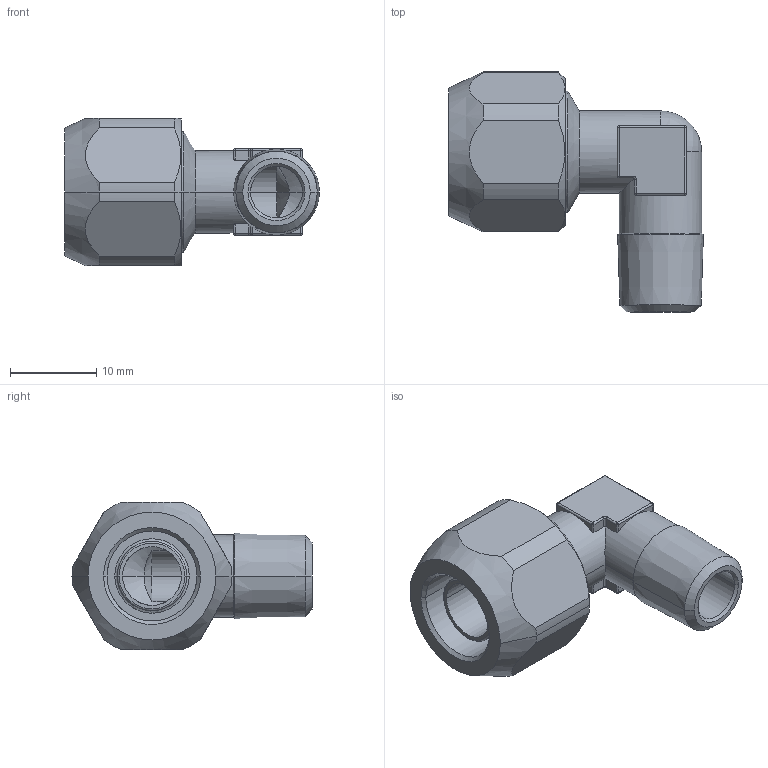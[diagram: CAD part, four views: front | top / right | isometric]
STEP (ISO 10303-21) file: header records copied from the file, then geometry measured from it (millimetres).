
FILE_DESCRIPTION(( 'CX.15.10.38.stp' ), '1');
FILE_NAME( 'CX.15.10.38.stp', '2021-03-02T15:05:43',( 'Sopra'),('sopra-pneumatic.com'), 'SwSTEP 2.0','SolidWorks 2009','' );
FILE_SCHEMA(('CONFIG_CONTROL_DESIGN'));
Length unit declared in the file: millimetre
Products named in the file (1): BS500-10R18
Bounding box: 29.45 x 27.75 x 17 mm (x, y, z)
Volume: 3702.7 mm3; surface area: 3230 mm2
Topology: 1 solids, 1 shells, 109 faces, 251 edges, 145 vertices
Faces by surface type: cylinder 46, plane 25, cone 20, sphere 12, torus 6
Entity records: 3493 total; most frequent: CARTESIAN_POINT 1150, ORIENTED_EDGE 498, DIRECTION 408, EDGE_CURVE 249, AXIS2_PLACEMENT_3D 198, VERTEX_POINT 145, EDGE_LOOP 114, ADVANCED_FACE 109
